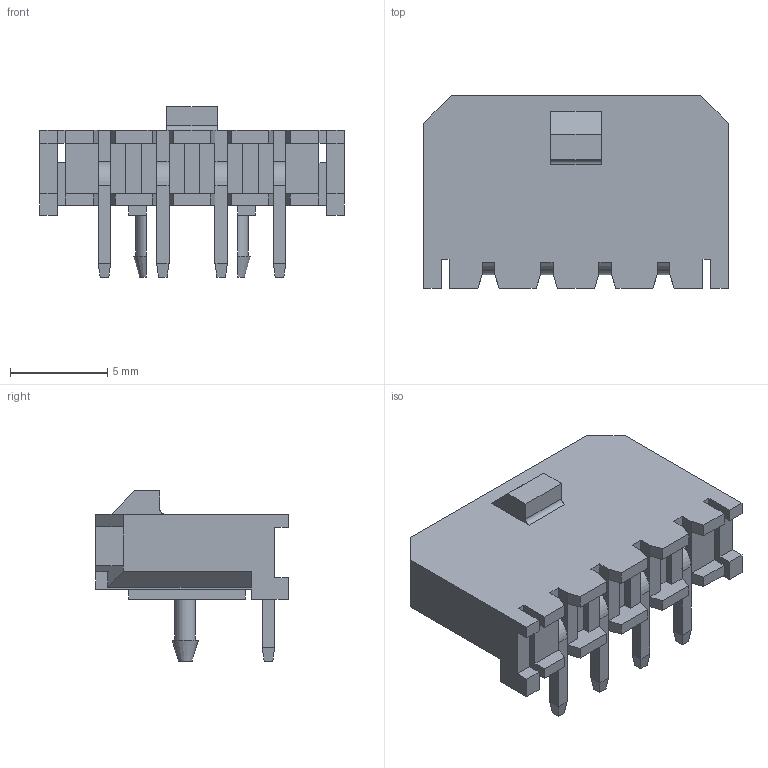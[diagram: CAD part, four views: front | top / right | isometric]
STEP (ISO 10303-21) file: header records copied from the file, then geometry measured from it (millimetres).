
FILE_DESCRIPTION(/* description */ (''),/* implementation_level */ '2;1');
FILE_NAME(/* name */ 'WURTH_662 004 110 22.stp',/* time_stamp */ '2016-04-08T11:01:26+02:00',/* author */ ('riccim'),/* organization */ ('SolidWorks'),/* preprocessor_version */ 'ST-DEVELOPER v15.5',/* originating_system */ 'AutoCAD Mechanical',/* authorisation */ ' ');
FILE_SCHEMA (('AUTOMOTIVE_DESIGN { 1 0 10303 214 3 1 1 }'));
Length unit declared in the file: millimetre
Products named in the file (1): Product
Bounding box: 15.65 x 9.9 x 8.76 mm (x, y, z)
Volume: 390.6 mm3; surface area: 1058.3 mm2
Topology: 5 solids, 5 shells, 260 faces, 707 edges, 452 vertices
Faces by surface type: plane 247, cylinder 11, cone 2
Entity records: 8040 total; most frequent: CARTESIAN_POINT 1420, ORIENTED_EDGE 1414, DIRECTION 1255, EDGE_CURVE 707, LINE 681, VECTOR 681, VERTEX_POINT 452, AXIS2_PLACEMENT_3D 287
